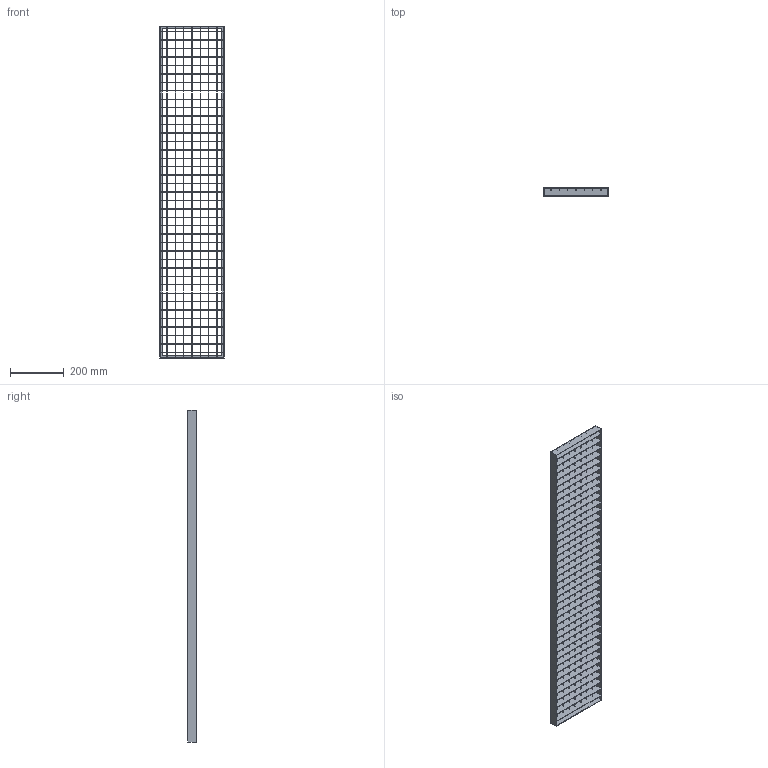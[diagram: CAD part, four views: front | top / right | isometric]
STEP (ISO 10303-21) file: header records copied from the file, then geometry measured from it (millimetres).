
FILE_DESCRIPTION (( 'STEP AP203' ), '1' );
FILE_NAME ('23-241243030-7.step', '2015-08-26T22:51:59', ( '' ), ( '' ), 'SwSTEP 2.0', 'SolidWorks 2015', '' );
FILE_SCHEMA (( 'CONFIG_CONTROL_DESIGN' ));
Length unit declared in the file: millimetre
Products named in the file (1): 23-241243030-7
Bounding box: 240 x 30 x 1240 mm (x, y, z)
Volume: 707193 mm3; surface area: 972169 mm2
Topology: 1 solids, 1 shells, 1200 faces, 4424 edges, 2944 vertices
Faces by surface type: plane 1200
Entity records: 47262 total; most frequent: ORIENTED_EDGE 8848, CARTESIAN_POINT 8584, DIRECTION 6821, EDGE_CURVE 4424, VECTOR 4419, LINE 4419, VERTEX_POINT 2944, EDGE_LOOP 1558
